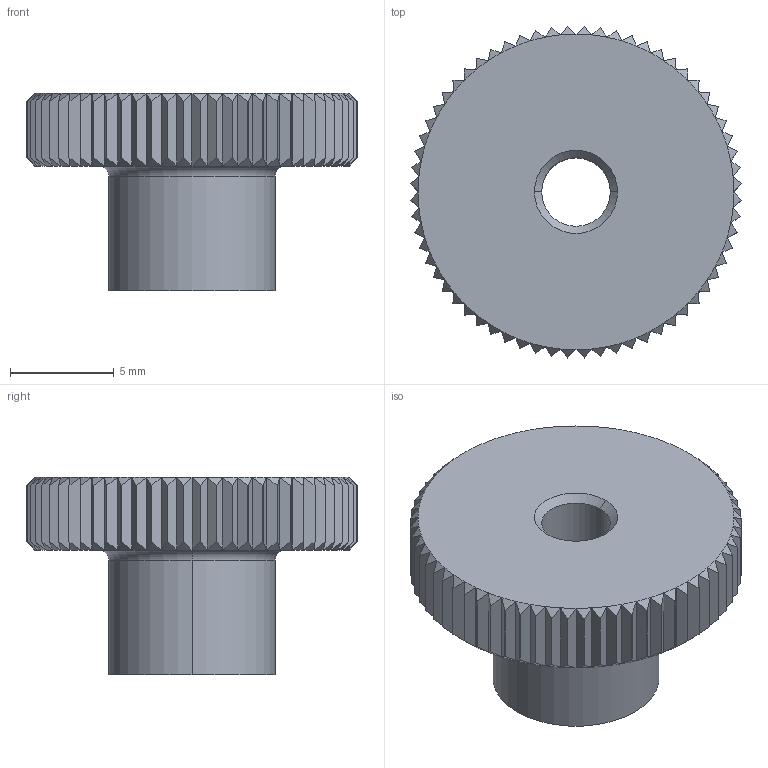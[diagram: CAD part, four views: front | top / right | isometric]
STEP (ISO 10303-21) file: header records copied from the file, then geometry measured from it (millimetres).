
FILE_DESCRIPTION(('STEP AP214'),'1');
FILE_NAME(' ',' ',('TraceParts'),('TraceParts S.A.'),'XStep 1.0',' ',' ');
FILE_SCHEMA(('automotive_design'));
Length unit declared in the file: millimetre
Products named in the file (1): 1
Bounding box: 15.98 x 15.98 x 9.5 mm (x, y, z)
Volume: 886.3 mm3; surface area: 832.9 mm2
Topology: 1 solids, 1 shells, 333 faces, 728 edges, 398 vertices
Faces by surface type: cone 132, plane 131, cylinder 68, torus 2
Entity records: 16904 total; most frequent: CARTESIAN_POINT 1972, STYLED_ITEM 1460, PRESENTATION_STYLE_ASSIGNMENT 1460, COLOUR_RGB 1460, ORIENTED_EDGE 1456, DIRECTION 1412, EDGE_CURVE 728, CURVE_STYLE 728
